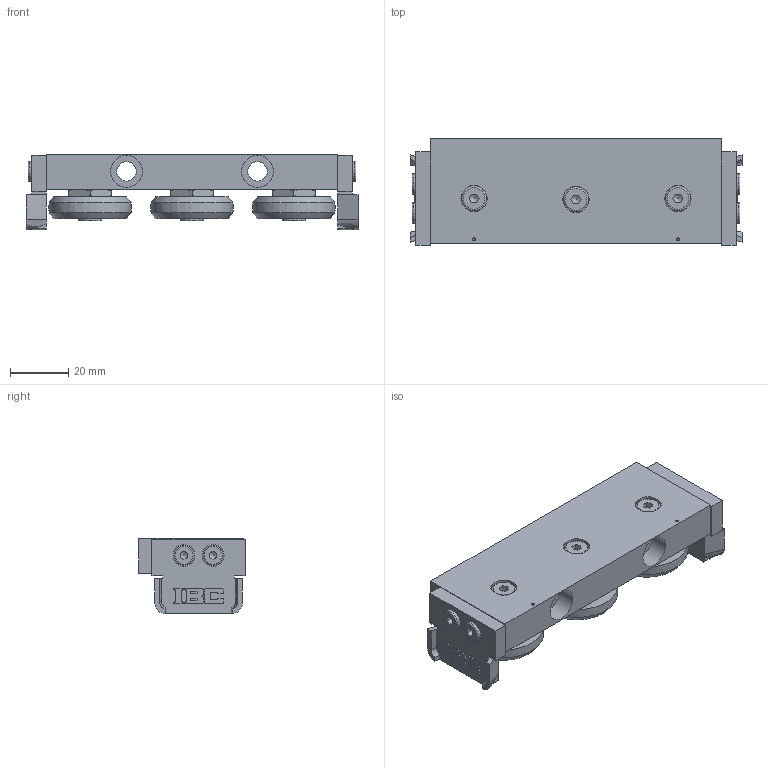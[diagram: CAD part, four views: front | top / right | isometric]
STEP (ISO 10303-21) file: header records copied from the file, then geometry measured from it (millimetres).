
FILE_DESCRIPTION((''),'2;1');
FILE_NAME('CR 35-12-2RS.AU.stp','2016-05-19T11:50:23',('USpaeth'),(''),'Autodesk Inventor 2012','Autodesk Inventor 2012','');
FILE_SCHEMA(('AUTOMOTIVE_DESIGN { 1 0 10303 214 1 1 1 1 }'));
Length unit declared in the file: millimetre
Products named in the file (19): CR 35-12-2RS.AU; LL.CR 35-12; CBRE 28-35.2RS; 35 Lager; AR--CBRY 27-35; IR--CBRY 27-35; Käfig J--CBRY 27-35; K_3,9688_K; DI.629.RS; GU.629.RS; ST.629.RS; SRE 9-35; CBRS 28-35.2RS; SRS 9-35; + ABS U35; ABS U35; Stahleinlage ABS 35; DIN 7984 M4 x 6; DIN 7984 M5 x 10
Assembly tree (35 placements, depth 5):
  CR 35-12-2RS.AU
    LL.CR 35-12
    CBRE 28-35.2RS  x2
      35 Lager
        AR--CBRY 27-35
        IR--CBRY 27-35
        Käfig J--CBRY 27-35  x2
        K_3,9688_K  x8
        DI.629.RS  x2
          GU.629.RS
          ST.629.RS
      SRE 9-35
    CBRS 28-35.2RS
      SRS 9-35
      35 Lager
        AR--CBRY 27-35
        IR--CBRY 27-35
        Käfig J--CBRY 27-35  x2
        K_3,9688_K  x8
        DI.629.RS  x2
          GU.629.RS
          ST.629.RS
    + ABS U35  x2
      ABS U35
      Stahleinlage ABS 35
    DIN 7984 M4 x 6  x4
    DIN 7984 M5 x 10  x3
Bounding box: 114 x 36.5 x 25.8 mm (x, y, z)
Volume: 59130.1 mm3; surface area: 42982.9 mm2
Topology: 63 solids, 63 shells, 1208 faces, 3062 edges, 2003 vertices
Faces by surface type: plane 453, cylinder 261, torus 254, sphere 120, cone 103, bspline 17
Full cylindrical faces by diameter (mm): 0.5 x48, 1 x2, 2.5 x12, 3.242 x4, 4 x4, 4.459 x3, 4.5 x4, 5 x7, 5.5 x3, 6.647 x2, 6.7 x2, 7 x4, 7.5 x4, 7.98 x3, 8 x3, 8.5 x3, 9 x3, 11 x2, 12 x6, 14.7 x6, 14.8 x6, 15.942 x12, 16 x6, 19.5 x6, 20.1 x6, 20.5 x18, 21.5 x6, 22.3 x6, 22.6 x6
Entity records: 12367 total; most frequent: CARTESIAN_POINT 3316, DIRECTION 1832, ORIENTED_EDGE 1556, EDGE_CURVE 778, AXIS2_PLACEMENT_3D 770, EDGE_LOOP 585, VERTEX_POINT 579, FACE_OUTER_BOUND 376
